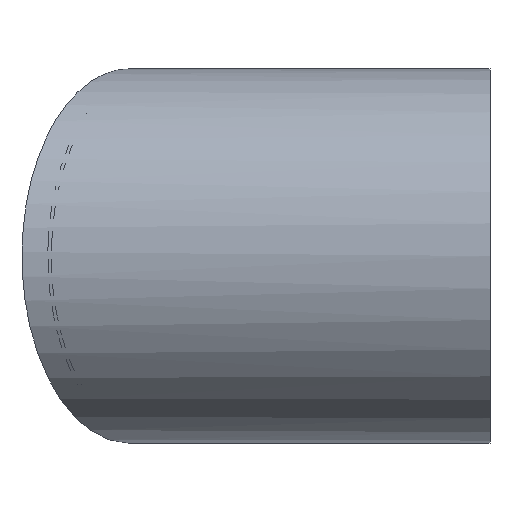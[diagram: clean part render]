
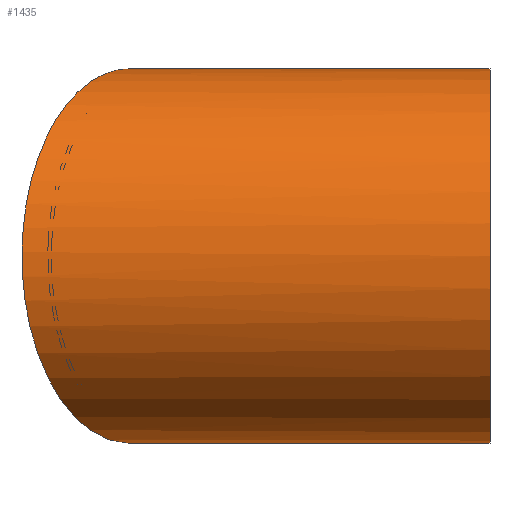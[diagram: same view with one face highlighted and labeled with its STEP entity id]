
A CAD part, left-side view. The second image highlights one B-rep face of the part: STEP entity #1435.
In plain terms, the highlighted cylindrical face has radius 112.5 mm (diameter 225 mm), a full revolution.
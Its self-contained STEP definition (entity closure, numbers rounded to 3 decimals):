
#1435 = ADVANCED_FACE( '', ( #3313, #3314 ), #3315, .T. );
#3313 = FACE_OUTER_BOUND( '', #5647, .T. );
#3314 = FACE_OUTER_BOUND( '', #5648, .T. );
#3315 = CYLINDRICAL_SURFACE( '', #5649, 112.5 );
#5647 = EDGE_LOOP( '', ( #10224 ) );
#5648 = EDGE_LOOP( '', ( #10225 ) );
#5649 = AXIS2_PLACEMENT_3D( '', #10226, #10227, #10228 );
#10224 = ORIENTED_EDGE( '', *, *, #15232, .T. );
#10225 = ORIENTED_EDGE( '', *, *, #15233, .F. );
#10226 = CARTESIAN_POINT( '', ( 0., 0., 0. ) );
#10227 = DIRECTION( '', ( 0., 1., 0. ) );
#10228 = DIRECTION( '', ( 0., 0., -1. ) );
#15232 = EDGE_CURVE( '', #19048, #19048, #19049, .F. );
#15233 = EDGE_CURVE( '', #19050, #19050, #19051, .T. );
#19048 = VERTEX_POINT( '', #24533 );
#19049 = ELLIPSE( '', #24534, 129.904, 112.5 );
#19050 = VERTEX_POINT( '', #24535 );
#19051 = CIRCLE( '', #24536, 112.5 );
#24533 = CARTESIAN_POINT( '', ( 112.5, 151.039, 0. ) );
#24534 = AXIS2_PLACEMENT_3D( '', #27395, #27396, #27397 );
#24535 = CARTESIAN_POINT( '', ( 0., 0., -112.5 ) );
#24536 = AXIS2_PLACEMENT_3D( '', #27398, #27399, #27400 );
#27395 = CARTESIAN_POINT( '', ( 0., 215.991, 0. ) );
#27396 = DIRECTION( '', ( 0.5, 0.866, 0. ) );
#27397 = DIRECTION( '', ( 0.866, -0.5, 0. ) );
#27398 = CARTESIAN_POINT( '', ( 0., 0., 0. ) );
#27399 = DIRECTION( '', ( 0., -1., 0. ) );
#27400 = DIRECTION( '', ( 0., 0., -1. ) );
